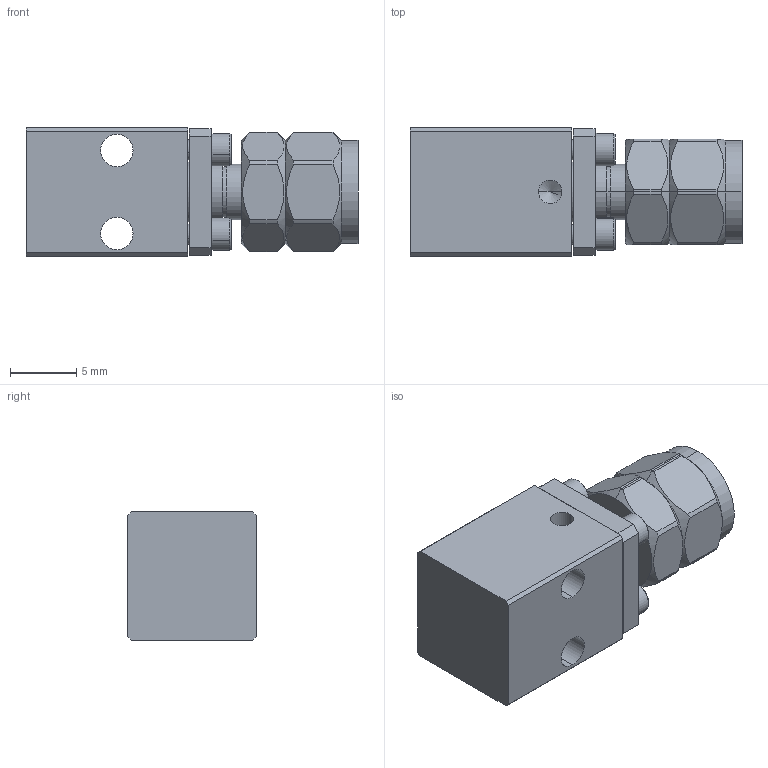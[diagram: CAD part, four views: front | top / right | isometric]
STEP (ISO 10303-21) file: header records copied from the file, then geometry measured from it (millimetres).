
FILE_DESCRIPTION (( 'STEP AP203' ), '1' );
FILE_NAME ('320-30X M TERMINATION ASM (SMA).STEP', '2024-03-13T17:47:11', ( '' ), ( '' ), 'SwSTEP 2.0', 'SolidWorks 2018', '' );
FILE_SCHEMA (( 'CONFIG_CONTROL_DESIGN' ));
Length unit declared in the file: millimetre
Products named in the file (8): SMA_PLUG_ASM; 320-301 TERMINATION BODY_Defeatured; 310-302 ATTENUATOR COVER; PRF18-P-C-EP-047D-SS_PIN; SCHCS #0-80X.125 (MMC 92210A010); SMA_PLUG; 320-30X M TERMINATION ASM (SMA); SHCS #0-80x.125 (MMC 93465A050)
Assembly tree (11 placements, depth 3):
  320-30X M TERMINATION ASM (SMA)
    320-301 TERMINATION BODY_Defeatured
    310-302 ATTENUATOR COVER
    SCHCS #0-80X.125 (MMC 92210A010)  x2
    SHCS #0-80x.125 (MMC 93465A050)  x4
    SMA_PLUG_ASM
      SMA_PLUG
      PRF18-P-C-EP-047D-SS_PIN
Bounding box: 24.97 x 9.65 x 9.65 mm (x, y, z)
Volume: 1582.2 mm3; surface area: 2095 mm2
Topology: 10 solids, 10 shells, 398 faces, 869 edges, 509 vertices
Faces by surface type: plane 153, cylinder 119, cone 114, torus 12
Entity records: 8681 total; most frequent: CARTESIAN_POINT 1612, DIRECTION 1385, ORIENTED_EDGE 1190, EDGE_CURVE 595, AXIS2_PLACEMENT_3D 549, VERTEX_POINT 372, EDGE_LOOP 309, LINE 287
